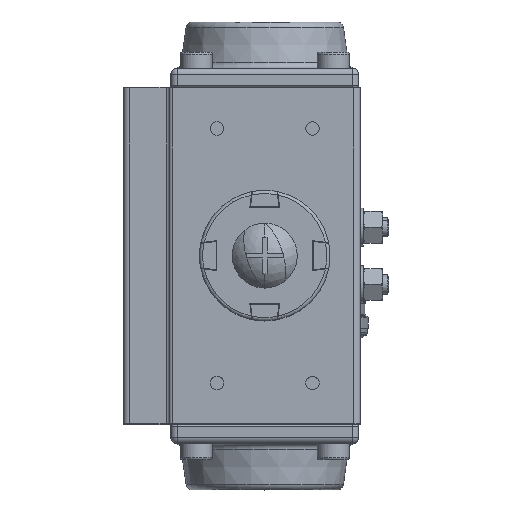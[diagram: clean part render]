
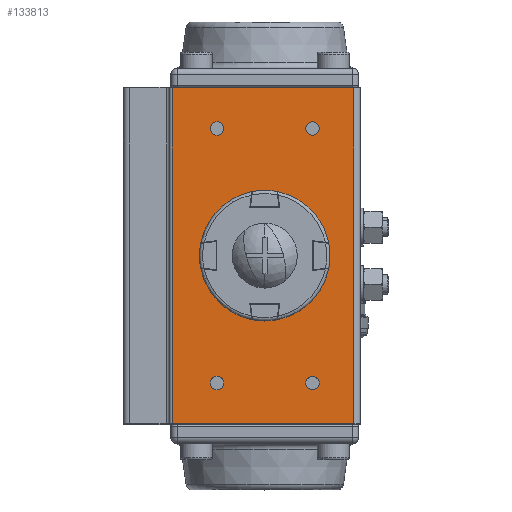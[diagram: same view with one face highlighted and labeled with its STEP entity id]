
A CAD part, top view. The second image highlights one B-rep face of the part: STEP entity #133813.
In plain terms, the highlighted planar face has unit normal (0, 0, 1).
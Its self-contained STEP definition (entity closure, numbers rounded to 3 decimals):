
#133674=CARTESIAN_POINT('',(28.,53.,127.5));
#133675=DIRECTION('',(0.,0.,-1.));
#133676=DIRECTION('',(0.,-1.,-0.));
#133677=AXIS2_PLACEMENT_3D('',#133674,#133675,#133676);
#133678=PLANE('',#133677);
#133679=CARTESIAN_POINT('',(15.,-37.9,127.5));
#133680=VERTEX_POINT('',#133679);
#133681=CARTESIAN_POINT('',(15.,-42.1,127.5));
#133682=VERTEX_POINT('',#133681);
#133683=CARTESIAN_POINT('',(15.,-40.,127.5));
#133684=DIRECTION('',(0.,-0.,1.));
#133685=DIRECTION('',(0.,1.,0.));
#133686=AXIS2_PLACEMENT_3D('',#133683,#133684,#133685);
#133687=CIRCLE('',#133686,2.1);
#133688=EDGE_CURVE('NONE',#133680,#133682,#133687,.T.);
#133689=ORIENTED_EDGE('',*,*,#133688,.F.);
#133690=CARTESIAN_POINT('',(15.,-40.,127.5));
#133691=DIRECTION('',(0.,-0.,1.));
#133692=DIRECTION('',(0.,1.,0.));
#133693=AXIS2_PLACEMENT_3D('',#133690,#133691,#133692);
#133694=CIRCLE('',#133693,2.1);
#133695=EDGE_CURVE('NONE',#133682,#133680,#133694,.T.);
#133696=ORIENTED_EDGE('',*,*,#133695,.F.);
#133697=EDGE_LOOP('',(#133689,#133696));
#133698=FACE_BOUND('',#133697,.T.);
#133699=CARTESIAN_POINT('',(-15.,-37.9,127.5));
#133700=VERTEX_POINT('',#133699);
#133701=CARTESIAN_POINT('',(-15.,-42.1,127.5));
#133702=VERTEX_POINT('',#133701);
#133703=CARTESIAN_POINT('',(-15.,-40.,127.5));
#133704=DIRECTION('',(0.,-0.,1.));
#133705=DIRECTION('',(0.,1.,0.));
#133706=AXIS2_PLACEMENT_3D('',#133703,#133704,#133705);
#133707=CIRCLE('',#133706,2.1);
#133708=EDGE_CURVE('NONE',#133700,#133702,#133707,.T.);
#133709=ORIENTED_EDGE('',*,*,#133708,.F.);
#133710=CARTESIAN_POINT('',(-15.,-40.,127.5));
#133711=DIRECTION('',(0.,-0.,1.));
#133712=DIRECTION('',(0.,1.,0.));
#133713=AXIS2_PLACEMENT_3D('',#133710,#133711,#133712);
#133714=CIRCLE('',#133713,2.1);
#133715=EDGE_CURVE('NONE',#133702,#133700,#133714,.T.);
#133716=ORIENTED_EDGE('',*,*,#133715,.F.);
#133717=EDGE_LOOP('',(#133709,#133716));
#133718=FACE_BOUND('',#133717,.T.);
#133719=CARTESIAN_POINT('',(-15.,42.1,127.5));
#133720=VERTEX_POINT('',#133719);
#133721=CARTESIAN_POINT('',(-15.,37.9,127.5));
#133722=VERTEX_POINT('',#133721);
#133723=CARTESIAN_POINT('',(-15.,40.,127.5));
#133724=DIRECTION('',(0.,-0.,1.));
#133725=DIRECTION('',(0.,1.,0.));
#133726=AXIS2_PLACEMENT_3D('',#133723,#133724,#133725);
#133727=CIRCLE('',#133726,2.1);
#133728=EDGE_CURVE('NONE',#133720,#133722,#133727,.T.);
#133729=ORIENTED_EDGE('',*,*,#133728,.F.);
#133730=CARTESIAN_POINT('',(-15.,40.,127.5));
#133731=DIRECTION('',(0.,-0.,1.));
#133732=DIRECTION('',(0.,1.,0.));
#133733=AXIS2_PLACEMENT_3D('',#133730,#133731,#133732);
#133734=CIRCLE('',#133733,2.1);
#133735=EDGE_CURVE('NONE',#133722,#133720,#133734,.T.);
#133736=ORIENTED_EDGE('',*,*,#133735,.F.);
#133737=EDGE_LOOP('',(#133729,#133736));
#133738=FACE_BOUND('',#133737,.T.);
#133739=CARTESIAN_POINT('',(15.,42.1,127.5));
#133740=VERTEX_POINT('',#133739);
#133741=CARTESIAN_POINT('',(15.,37.9,127.5));
#133742=VERTEX_POINT('',#133741);
#133743=CARTESIAN_POINT('',(15.,40.,127.5));
#133744=DIRECTION('',(0.,-0.,1.));
#133745=DIRECTION('',(0.,1.,0.));
#133746=AXIS2_PLACEMENT_3D('',#133743,#133744,#133745);
#133747=CIRCLE('',#133746,2.1);
#133748=EDGE_CURVE('NONE',#133740,#133742,#133747,.T.);
#133749=ORIENTED_EDGE('',*,*,#133748,.F.);
#133750=CARTESIAN_POINT('',(15.,40.,127.5));
#133751=DIRECTION('',(0.,-0.,1.));
#133752=DIRECTION('',(0.,1.,0.));
#133753=AXIS2_PLACEMENT_3D('',#133750,#133751,#133752);
#133754=CIRCLE('',#133753,2.1);
#133755=EDGE_CURVE('NONE',#133742,#133740,#133754,.T.);
#133756=ORIENTED_EDGE('',*,*,#133755,.F.);
#133757=EDGE_LOOP('',(#133749,#133756));
#133758=FACE_BOUND('',#133757,.T.);
#133759=CARTESIAN_POINT('',(-29.,52.787,127.5));
#133760=VERTEX_POINT('',#133759);
#133761=CARTESIAN_POINT('',(-29.,-52.786,127.5));
#133762=VERTEX_POINT('',#133761);
#133763=CARTESIAN_POINT('',(-29.,52.787,127.5));
#133764=DIRECTION('',(0.,-1.,-0.));
#133765=VECTOR('',#133764,105.573);
#133766=LINE('',#133763,#133765);
#133767=EDGE_CURVE('',#133760,#133762,#133766,.T.);
#133768=ORIENTED_EDGE('',*,*,#133767,.T.);
#133769=CARTESIAN_POINT('',(28.,-52.786,127.5));
#133770=VERTEX_POINT('',#133769);
#133771=CARTESIAN_POINT('',(-29.,-52.786,127.5));
#133772=DIRECTION('',(1.,0.,-0.));
#133773=VECTOR('',#133772,57.);
#133774=LINE('',#133771,#133773);
#133775=EDGE_CURVE('',#133762,#133770,#133774,.T.);
#133776=ORIENTED_EDGE('',*,*,#133775,.T.);
#133777=CARTESIAN_POINT('',(28.,52.787,127.5));
#133778=VERTEX_POINT('',#133777);
#133779=CARTESIAN_POINT('',(28.,52.787,127.5));
#133780=DIRECTION('',(0.,-1.,-0.));
#133781=VECTOR('',#133780,105.573);
#133782=LINE('',#133779,#133781);
#133783=EDGE_CURVE('',#133778,#133770,#133782,.T.);
#133784=ORIENTED_EDGE('',*,*,#133783,.F.);
#133785=CARTESIAN_POINT('',(28.,52.787,127.5));
#133786=DIRECTION('',(-1.,-0.,0.));
#133787=VECTOR('',#133786,57.);
#133788=LINE('',#133785,#133787);
#133789=EDGE_CURVE('',#133778,#133760,#133788,.T.);
#133790=ORIENTED_EDGE('',*,*,#133789,.T.);
#133791=EDGE_LOOP('',(#133768,#133776,#133784,#133790));
#133792=FACE_BOUND('',#133791,.T.);
#133793=CARTESIAN_POINT('',(0.,7.,127.5));
#133794=VERTEX_POINT('',#133793);
#133795=CARTESIAN_POINT('',(0.,-7.,127.5));
#133796=VERTEX_POINT('',#133795);
#133797=CARTESIAN_POINT('',(0.,0.,127.5));
#133798=DIRECTION('',(0.,0.,-1.));
#133799=DIRECTION('',(0.,1.,0.));
#133800=AXIS2_PLACEMENT_3D('',#133797,#133798,#133799);
#133801=CIRCLE('',#133800,7.);
#133802=EDGE_CURVE('',#133794,#133796,#133801,.T.);
#133803=ORIENTED_EDGE('',*,*,#133802,.T.);
#133804=CARTESIAN_POINT('',(0.,0.,127.5));
#133805=DIRECTION('',(0.,0.,-1.));
#133806=DIRECTION('',(0.,1.,0.));
#133807=AXIS2_PLACEMENT_3D('',#133804,#133805,#133806);
#133808=CIRCLE('',#133807,7.);
#133809=EDGE_CURVE('',#133796,#133794,#133808,.T.);
#133810=ORIENTED_EDGE('',*,*,#133809,.T.);
#133811=EDGE_LOOP('',(#133803,#133810));
#133812=FACE_BOUND('',#133811,.T.);
#133813=ADVANCED_FACE('',(#133698,#133718,#133738,#133758,#133792,#133812),#133678,.F.);
